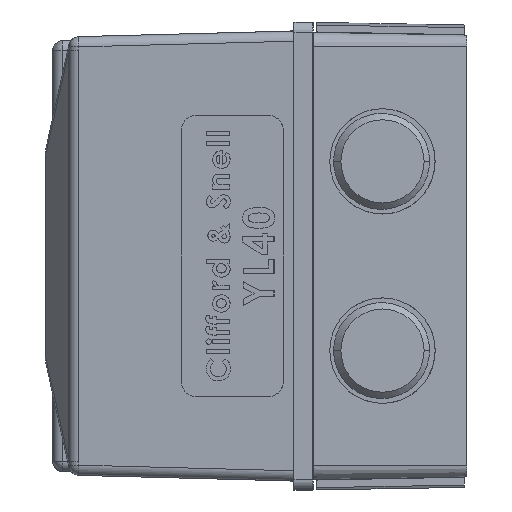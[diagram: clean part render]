
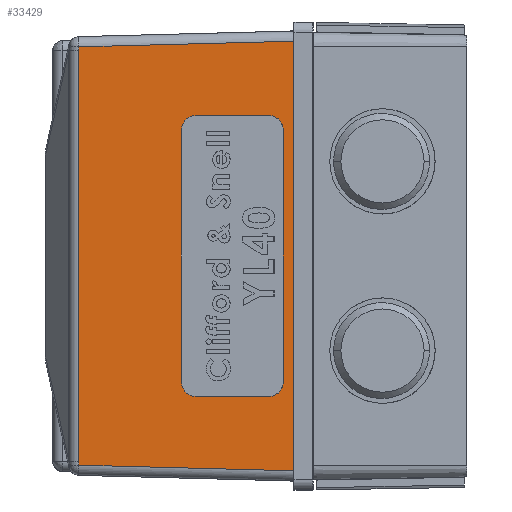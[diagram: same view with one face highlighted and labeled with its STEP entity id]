
A CAD part, left-side view. The second image highlights one B-rep face of the part: STEP entity #33429.
In plain terms, the highlighted planar face has unit normal (-1, 0.026, 0).
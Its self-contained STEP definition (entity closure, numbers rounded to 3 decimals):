
#1443 = CARTESIAN_POINT ( 'NONE',  ( -42.889, 42.438, 40.24 ) ) ;
#1530 = EDGE_CURVE ( 'NONE', #18878, #19893, #12093, .T. ) ;
#3499 = CARTESIAN_POINT ( 'NONE',  ( -42.889, 42.426, 40.672 ) ) ;
#3967 = ORIENTED_EDGE ( 'NONE', *, *, #1530, .F. ) ;
#6267 = CARTESIAN_POINT ( 'NONE',  ( -42.889, 42.438, -40.24 ) ) ;
#7202 = VECTOR ( 'NONE', #29596, 1000. ) ;
#8035 = ORIENTED_EDGE ( 'NONE', *, *, #31756, .T. ) ;
#9377 = ORIENTED_EDGE ( 'NONE', *, *, #20892, .T. ) ;
#9612 = CARTESIAN_POINT ( 'NONE',  ( -44., 0., 44. ) ) ;
#9922 = EDGE_CURVE ( 'NONE', #18878, #28326, #25947, .T. ) ;
#10720 = CARTESIAN_POINT ( 'NONE',  ( -42.889, 42.438, 40.455 ) ) ;
#11195 = CARTESIAN_POINT ( 'NONE',  ( -42.889, 42.438, 44. ) ) ;
#12093 = LINE ( 'NONE', #16754, #18495 ) ;
#14228 = ORIENTED_EDGE ( 'NONE', *, *, #34951, .T. ) ;
#16340 = DIRECTION ( 'NONE',  ( -1., 0.026, 0. ) ) ;
#16754 = CARTESIAN_POINT ( 'NONE',  ( -44.016, -0.6, 44. ) ) ;
#17303 = CARTESIAN_POINT ( 'NONE',  ( -42.889, 42.438, 40.24 ) ) ;
#18486 = EDGE_LOOP ( 'NONE', ( #25973, #14228, #37780, #9377, #8035, #3967 ) ) ;
#18495 = VECTOR ( 'NONE', #27263, 1000. ) ;
#18878 = VERTEX_POINT ( 'NONE', #35797 ) ;
#19893 = VERTEX_POINT ( 'NONE', #34790 ) ;
#19978 = PLANE ( 'NONE',  #29820 ) ;
#20892 = EDGE_CURVE ( 'NONE', #38929, #32224, #31162, .T. ) ;
#21789 = CARTESIAN_POINT ( 'NONE',  ( -42.889, 42.438, -40.24 ) ) ;
#22996 = LINE ( 'NONE', #26936, #31201 ) ;
#23186 = CARTESIAN_POINT ( 'NONE',  ( -44.001, -0.052, 42.002 ) ) ;
#23343 = VERTEX_POINT ( 'NONE', #1443 ) ;
#25037 = DIRECTION ( 'NONE',  ( 0., 0., -1. ) ) ;
#25465 = CARTESIAN_POINT ( 'NONE',  ( -42.89, 42.402, -40.89 ) ) ;
#25945 = LINE ( 'NONE', #11195, #26038 ) ;
#25947 = LINE ( 'NONE', #23186, #7202 ) ;
#25973 = ORIENTED_EDGE ( 'NONE', *, *, #9922, .T. ) ;
#26038 = VECTOR ( 'NONE', #25037, 1000. ) ;
#26936 = CARTESIAN_POINT ( 'NONE',  ( -43.941, 2.249, -41.942 ) ) ;
#26950 = CARTESIAN_POINT ( 'NONE',  ( -42.89, 42.402, -40.89 ) ) ;
#27263 = DIRECTION ( 'NONE',  ( 0., 0., -1. ) ) ;
#28326 = VERTEX_POINT ( 'NONE', #41635 ) ;
#29596 = DIRECTION ( 'NONE',  ( 0.026, 0.999, -0.026 ) ) ;
#29820 = AXIS2_PLACEMENT_3D ( 'NONE', #9612, #16340, #40633 ) ;
#30355 = CARTESIAN_POINT ( 'NONE',  ( -42.889, 42.426, -40.672 ) ) ;
#31162 =( BOUNDED_CURVE ( )  B_SPLINE_CURVE ( 3, ( #6267, #40440, #30355, #26950 ),
 .UNSPECIFIED., .F., .F. ) 
 B_SPLINE_CURVE_WITH_KNOTS ( ( 4, 4 ),
 ( 4.37, 4.523 ),
 .UNSPECIFIED. ) 
 CURVE ( )  GEOMETRIC_REPRESENTATION_ITEM ( )  RATIONAL_B_SPLINE_CURVE ( ( 1., 0.998, 0.998, 1. ) ) 
 REPRESENTATION_ITEM ( '' )  );
#31201 = VECTOR ( 'NONE', #37010, 1000. ) ;
#31756 = EDGE_CURVE ( 'NONE', #32224, #19893, #22996, .T. ) ;
#32224 = VERTEX_POINT ( 'NONE', #25465 ) ;
#33429 = ADVANCED_FACE ( 'NONE', ( #36550 ), #19978, .T. ) ;
#34790 = CARTESIAN_POINT ( 'NONE',  ( -44.016, -0.6, -42.016 ) ) ;
#34951 = EDGE_CURVE ( 'NONE', #28326, #23343, #39319, .T. ) ;
#35141 = EDGE_CURVE ( 'NONE', #23343, #38929, #25945, .T. ) ;
#35797 = CARTESIAN_POINT ( 'NONE',  ( -44.016, -0.6, 42.016 ) ) ;
#36550 = FACE_OUTER_BOUND ( 'NONE', #18486, .T. ) ;
#37010 = DIRECTION ( 'NONE',  ( -0.026, -0.999, -0.026 ) ) ;
#37780 = ORIENTED_EDGE ( 'NONE', *, *, #35141, .T. ) ;
#38929 = VERTEX_POINT ( 'NONE', #21789 ) ;
#39319 =( BOUNDED_CURVE ( )  B_SPLINE_CURVE ( 3, ( #41981, #3499, #10720, #17303 ),
 .UNSPECIFIED., .F., .T. ) 
 B_SPLINE_CURVE_WITH_KNOTS ( ( 4, 4 ),
 ( 1.76, 1.914 ),
 .UNSPECIFIED. ) 
 CURVE ( )  GEOMETRIC_REPRESENTATION_ITEM ( )  RATIONAL_B_SPLINE_CURVE ( ( 1., 0.998, 0.998, 1. ) ) 
 REPRESENTATION_ITEM ( '' )  );
#40440 = CARTESIAN_POINT ( 'NONE',  ( -42.889, 42.438, -40.455 ) ) ;
#40633 = DIRECTION ( 'NONE',  ( -0.026, -1., 0. ) ) ;
#41635 = CARTESIAN_POINT ( 'NONE',  ( -42.89, 42.402, 40.89 ) ) ;
#41981 = CARTESIAN_POINT ( 'NONE',  ( -42.89, 42.402, 40.89 ) ) ;
